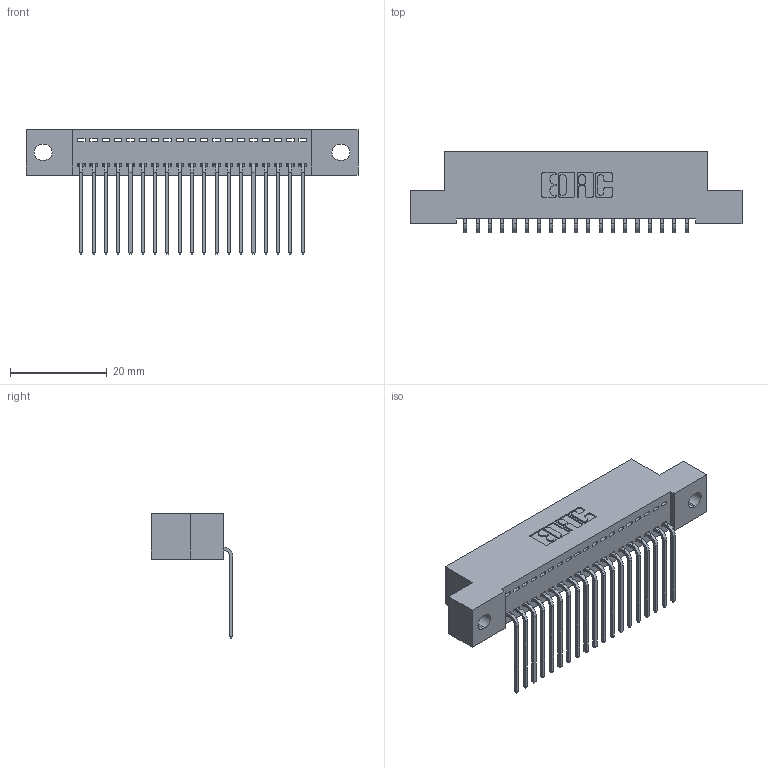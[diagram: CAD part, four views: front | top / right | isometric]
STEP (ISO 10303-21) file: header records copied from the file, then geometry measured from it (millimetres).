
FILE_DESCRIPTION (( 'STEP AP203' ), '1' );
FILE_NAME ('342-019-559-102.STEP', '2019-10-01T20:44:22', ( '' ), ( '' ), 'SwSTEP 2.0', 'SolidWorks 2016', '' );
FILE_SCHEMA (( 'CONFIG_CONTROL_DESIGN' ));
Length unit declared in the file: inch
Products named in the file (3): 342 Part_.128 Slot; 345-292-001_558 559 Tail - 1; 342-019-559-102
Assembly tree (20 placements, depth 2):
  342-019-559-102
    342 Part_.128 Slot
    345-292-001_558 559 Tail - 1  x19
Bounding box: 68.58 x 16.83 x 25.78 mm (x, y, z)
Volume: 5939.5 mm3; surface area: 8411.6 mm2
Topology: 20 solids, 20 shells, 1254 faces, 3769 edges, 2486 vertices
Faces by surface type: plane 906, cylinder 348
Entity records: 14677 total; most frequent: CARTESIAN_POINT 2543, ORIENTED_EDGE 2498, DIRECTION 2191, EDGE_CURVE 1249, LINE 1121, VECTOR 1121, VERTEX_POINT 830, AXIS2_PLACEMENT_3D 535
